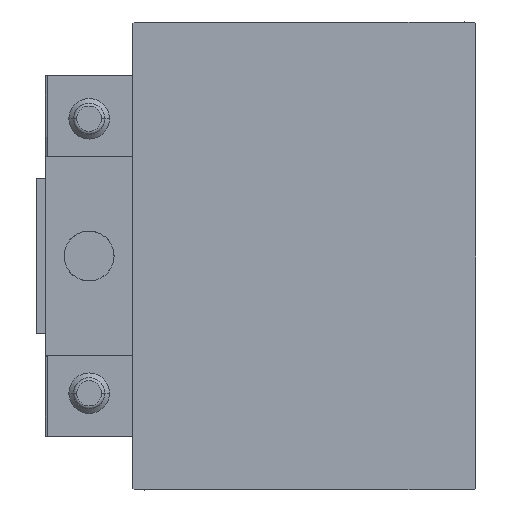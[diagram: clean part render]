
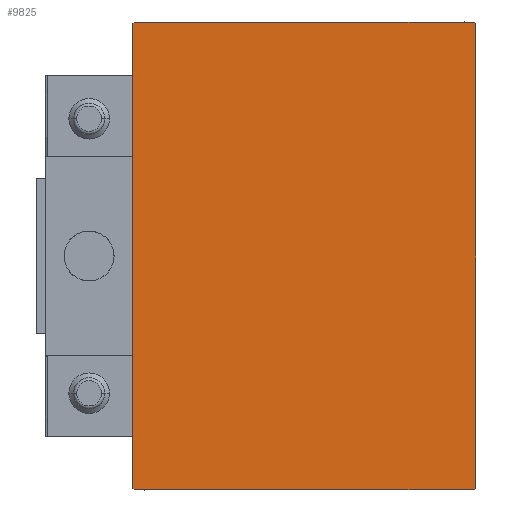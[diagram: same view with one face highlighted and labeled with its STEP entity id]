
A CAD part, left-side view. The second image highlights one B-rep face of the part: STEP entity #9825.
In plain terms, the highlighted face is planar.
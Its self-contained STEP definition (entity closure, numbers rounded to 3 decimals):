
#798 = ORIENTED_EDGE ( 'NONE', *, *, #31545, .T. ) ;
#1475 = ORIENTED_EDGE ( 'NONE', *, *, #32002, .T. ) ;
#1766 = VECTOR ( 'NONE', #25607, 1000. ) ;
#1803 = LINE ( 'NONE', #17159, #38923 ) ;
#2834 = LINE ( 'NONE', #18195, #47397 ) ;
#2896 = VERTEX_POINT ( 'NONE', #4792 ) ;
#2954 = ORIENTED_EDGE ( 'NONE', *, *, #20269, .T. ) ;
#4524 = EDGE_CURVE ( 'NONE', #42376, #49047, #37199, .T. ) ;
#4792 = CARTESIAN_POINT ( 'NONE',  ( 75., 27.5, 37.2 ) ) ;
#5287 = VECTOR ( 'NONE', #9804, 1000. ) ;
#6306 = DIRECTION ( 'NONE',  ( 0., 0.707, -0.707 ) ) ;
#6936 = VERTEX_POINT ( 'NONE', #41821 ) ;
#8076 = VECTOR ( 'NONE', #6306, 1000. ) ;
#8284 = VERTEX_POINT ( 'NONE', #33214 ) ;
#9663 = LINE ( 'NONE', #24993, #12873 ) ;
#9804 = DIRECTION ( 'NONE',  ( 0., 0.707, 0.707 ) ) ;
#9825 = ADVANCED_FACE ( 'NONE', ( #39562 ), #43090, .T. ) ;
#10652 = DIRECTION ( 'NONE',  ( 0., -0.707, 0.707 ) ) ;
#12873 = VECTOR ( 'NONE', #10652, 1000. ) ;
#13917 = VECTOR ( 'NONE', #30634, 1000. ) ;
#14312 = CARTESIAN_POINT ( 'NONE',  ( 75., 27.5, -37.2 ) ) ;
#14845 = CARTESIAN_POINT ( 'NONE',  ( 75., -27.2, 37.5 ) ) ;
#16297 = EDGE_LOOP ( 'NONE', ( #798, #23203, #35749, #23940, #2954, #17174, #1475, #49257 ) ) ;
#17159 = CARTESIAN_POINT ( 'NONE',  ( 75., -27.5, 37.5 ) ) ;
#17174 = ORIENTED_EDGE ( 'NONE', *, *, #26650, .T. ) ;
#17659 = DIRECTION ( 'NONE',  ( 0., 0., -1. ) ) ;
#18195 = CARTESIAN_POINT ( 'NONE',  ( 75., 27.5, -37.5 ) ) ;
#18256 = CARTESIAN_POINT ( 'NONE',  ( 75., 27.5, 37.5 ) ) ;
#18678 = VERTEX_POINT ( 'NONE', #31219 ) ;
#18836 = CARTESIAN_POINT ( 'NONE',  ( 75., -27.5, -37.5 ) ) ;
#20269 = EDGE_CURVE ( 'NONE', #6936, #46188, #41140, .T. ) ;
#20607 = EDGE_CURVE ( 'NONE', #49047, #2896, #2834, .T. ) ;
#21378 = EDGE_CURVE ( 'NONE', #2896, #6936, #9663, .T. ) ;
#23203 = ORIENTED_EDGE ( 'NONE', *, *, #4524, .T. ) ;
#23940 = ORIENTED_EDGE ( 'NONE', *, *, #21378, .T. ) ;
#24993 = CARTESIAN_POINT ( 'NONE',  ( 75., 32.35, 32.35 ) ) ;
#25607 = DIRECTION ( 'NONE',  ( 0., -0.707, -0.707 ) ) ;
#26650 = EDGE_CURVE ( 'NONE', #46188, #8284, #33411, .T. ) ;
#26878 = LINE ( 'NONE', #18836, #13917 ) ;
#28365 = CARTESIAN_POINT ( 'NONE',  ( 75., 27.2, -37.5 ) ) ;
#30131 = CARTESIAN_POINT ( 'NONE',  ( 75., -32.35, 32.35 ) ) ;
#30634 = DIRECTION ( 'NONE',  ( 0., 1., 0. ) ) ;
#31219 = CARTESIAN_POINT ( 'NONE',  ( 75., -27.2, -37.5 ) ) ;
#31545 = EDGE_CURVE ( 'NONE', #18678, #42376, #26878, .T. ) ;
#31724 = VERTEX_POINT ( 'NONE', #42966 ) ;
#32002 = EDGE_CURVE ( 'NONE', #8284, #31724, #1803, .T. ) ;
#33214 = CARTESIAN_POINT ( 'NONE',  ( 75., -27.5, 37.2 ) ) ;
#33411 = LINE ( 'NONE', #30131, #1766 ) ;
#33528 = DIRECTION ( 'NONE',  ( 0., 0., 1. ) ) ;
#33585 = DIRECTION ( 'NONE',  ( 0., -1., 0. ) ) ;
#35540 = CARTESIAN_POINT ( 'NONE',  ( 75., 0., 0. ) ) ;
#35749 = ORIENTED_EDGE ( 'NONE', *, *, #20607, .T. ) ;
#36019 = DIRECTION ( 'NONE',  ( 0., 0., -1. ) ) ;
#37199 = LINE ( 'NONE', #39985, #5287 ) ;
#37416 = EDGE_CURVE ( 'NONE', #31724, #18678, #48323, .T. ) ;
#38923 = VECTOR ( 'NONE', #17659, 1000. ) ;
#39562 = FACE_OUTER_BOUND ( 'NONE', #16297, .T. ) ;
#39985 = CARTESIAN_POINT ( 'NONE',  ( 75., 32.35, -32.35 ) ) ;
#40291 = DIRECTION ( 'NONE',  ( 1., 0., 0. ) ) ;
#41140 = LINE ( 'NONE', #18256, #49010 ) ;
#41545 = AXIS2_PLACEMENT_3D ( 'NONE', #35540, #40291, #36019 ) ;
#41821 = CARTESIAN_POINT ( 'NONE',  ( 75., 27.2, 37.5 ) ) ;
#42376 = VERTEX_POINT ( 'NONE', #28365 ) ;
#42966 = CARTESIAN_POINT ( 'NONE',  ( 75., -27.5, -37.2 ) ) ;
#43090 = PLANE ( 'NONE',  #41545 ) ;
#44553 = CARTESIAN_POINT ( 'NONE',  ( 75., -32.35, -32.35 ) ) ;
#46188 = VERTEX_POINT ( 'NONE', #14845 ) ;
#47397 = VECTOR ( 'NONE', #33528, 1000. ) ;
#48323 = LINE ( 'NONE', #44553, #8076 ) ;
#49010 = VECTOR ( 'NONE', #33585, 1000. ) ;
#49047 = VERTEX_POINT ( 'NONE', #14312 ) ;
#49257 = ORIENTED_EDGE ( 'NONE', *, *, #37416, .T. ) ;
